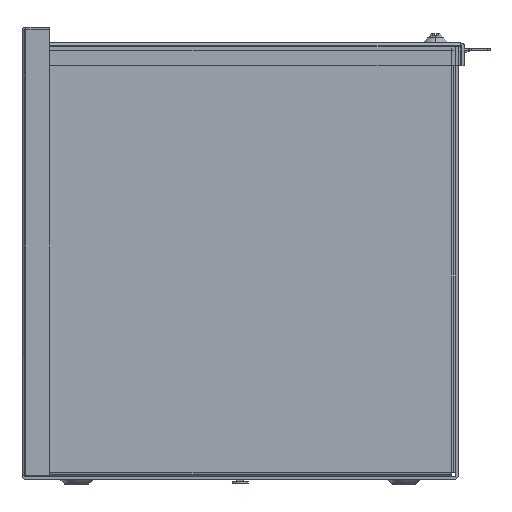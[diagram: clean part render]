
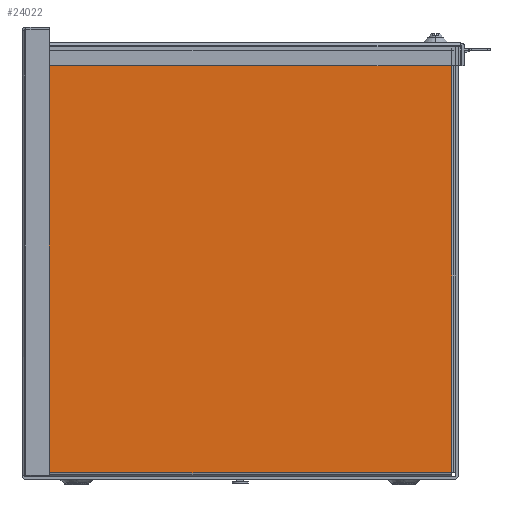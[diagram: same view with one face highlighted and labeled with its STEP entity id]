
A CAD part, left-side view. The second image highlights one B-rep face of the part: STEP entity #24022.
In plain terms, the highlighted planar face has unit normal (-1, 0, 0).
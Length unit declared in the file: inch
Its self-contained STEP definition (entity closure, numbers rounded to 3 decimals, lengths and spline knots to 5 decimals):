
#470 = DIRECTION ( 'NONE',  ( -1., 0., 0. ) ) ;
#899 = CARTESIAN_POINT ( 'NONE',  ( -24., 5.908, 11.783 ) ) ;
#1203 = LINE ( 'NONE', #19314, #23517 ) ;
#1530 = DIRECTION ( 'NONE',  ( 0., 0., 1. ) ) ;
#2045 = CARTESIAN_POINT ( 'NONE',  ( -24., 5.783, 0.18 ) ) ;
#2048 = CARTESIAN_POINT ( 'NONE',  ( -24., -5.803, 11.783 ) ) ;
#2728 = CARTESIAN_POINT ( 'NONE',  ( -24., 5.783, 0.197 ) ) ;
#2998 = VECTOR ( 'NONE', #32748, 39.37008 ) ;
#3234 = VECTOR ( 'NONE', #8441, 39.37008 ) ;
#3239 = ORIENTED_EDGE ( 'NONE', *, *, #6682, .T. ) ;
#3333 = VERTEX_POINT ( 'NONE', #16347 ) ;
#3625 = VECTOR ( 'NONE', #9032, 39.37008 ) ;
#3840 = VECTOR ( 'NONE', #28657, 39.37008 ) ;
#3953 = CARTESIAN_POINT ( 'NONE',  ( -24., 5.783, 0.072 ) ) ;
#4036 = LINE ( 'NONE', #14363, #13474 ) ;
#4234 = LINE ( 'NONE', #24372, #23145 ) ;
#4326 = EDGE_CURVE ( 'NONE', #22145, #17848, #7407, .T. ) ;
#4409 = CARTESIAN_POINT ( 'NONE',  ( -24., -5.82, 11.783 ) ) ;
#4877 = CARTESIAN_POINT ( 'NONE',  ( -24., 5.783, 11.783 ) ) ;
#6459 = ORIENTED_EDGE ( 'NONE', *, *, #28482, .T. ) ;
#6682 = EDGE_CURVE ( 'NONE', #3333, #31634, #1203, .T. ) ;
#7407 = LINE ( 'NONE', #4877, #2998 ) ;
#8122 = EDGE_CURVE ( 'NONE', #9826, #23455, #11564, .T. ) ;
#8441 = DIRECTION ( 'NONE',  ( 0., 1., 0. ) ) ;
#9032 = DIRECTION ( 'NONE',  ( 0., 0., -1. ) ) ;
#9826 = VERTEX_POINT ( 'NONE', #31794 ) ;
#10240 = EDGE_CURVE ( 'NONE', #25978, #16299, #4036, .T. ) ;
#10316 = CARTESIAN_POINT ( 'NONE',  ( -24., -5.803, 11.783 ) ) ;
#10675 = LINE ( 'NONE', #2728, #16212 ) ;
#10781 = LINE ( 'NONE', #10943, #17626 ) ;
#10909 = LINE ( 'NONE', #899, #3840 ) ;
#10943 = CARTESIAN_POINT ( 'NONE',  ( -24., 5.908, 0.18 ) ) ;
#10989 = EDGE_CURVE ( 'NONE', #31634, #9826, #10675, .T. ) ;
#11564 = LINE ( 'NONE', #3953, #3625 ) ;
#11721 = CARTESIAN_POINT ( 'NONE',  ( -24., -5.928, 0.197 ) ) ;
#12362 = EDGE_CURVE ( 'NONE', #17986, #25978, #19992, .T. ) ;
#12454 = CARTESIAN_POINT ( 'NONE',  ( -24., -5.82, 0.197 ) ) ;
#12506 = VERTEX_POINT ( 'NONE', #12902 ) ;
#12902 = CARTESIAN_POINT ( 'NONE',  ( -24., -5.803, 0.18 ) ) ;
#13343 = FACE_OUTER_BOUND ( 'NONE', #27339, .T. ) ;
#13474 = VECTOR ( 'NONE', #24665, 39.37008 ) ;
#14363 = CARTESIAN_POINT ( 'NONE',  ( -24., -5.82, 11.908 ) ) ;
#15372 = DIRECTION ( 'NONE',  ( 0., 1., 0. ) ) ;
#15397 = VERTEX_POINT ( 'NONE', #2048 ) ;
#15929 = DIRECTION ( 'NONE',  ( 0., 0., -1. ) ) ;
#16212 = VECTOR ( 'NONE', #16254, 39.37008 ) ;
#16254 = DIRECTION ( 'NONE',  ( 0., -1., 0. ) ) ;
#16299 = VERTEX_POINT ( 'NONE', #4409 ) ;
#16347 = CARTESIAN_POINT ( 'NONE',  ( -24., 5.8, 11.783 ) ) ;
#16434 = CARTESIAN_POINT ( 'NONE',  ( -24., -5.803, 11.8 ) ) ;
#16932 = CARTESIAN_POINT ( 'NONE',  ( -24., -5.803, 11.908 ) ) ;
#16985 = ORIENTED_EDGE ( 'NONE', *, *, #31362, .T. ) ;
#17529 = CARTESIAN_POINT ( 'NONE',  ( -24., -5.803, 0.197 ) ) ;
#17626 = VECTOR ( 'NONE', #29516, 39.37008 ) ;
#17848 = VERTEX_POINT ( 'NONE', #30248 ) ;
#17935 = ORIENTED_EDGE ( 'NONE', *, *, #12362, .T. ) ;
#17974 = ORIENTED_EDGE ( 'NONE', *, *, #10240, .T. ) ;
#17986 = VERTEX_POINT ( 'NONE', #17529 ) ;
#18011 = ORIENTED_EDGE ( 'NONE', *, *, #8122, .T. ) ;
#18016 = ORIENTED_EDGE ( 'NONE', *, *, #27396, .T. ) ;
#18573 = DIRECTION ( 'NONE',  ( 0., 0., -1. ) ) ;
#19314 = CARTESIAN_POINT ( 'NONE',  ( -24., 5.8, 11.908 ) ) ;
#19818 = DIRECTION ( 'NONE',  ( 0., -1., 0. ) ) ;
#19992 = LINE ( 'NONE', #11721, #31570 ) ;
#20137 = ORIENTED_EDGE ( 'NONE', *, *, #10989, .T. ) ;
#20475 = VECTOR ( 'NONE', #1530, 39.37008 ) ;
#22145 = VERTEX_POINT ( 'NONE', #26431 ) ;
#22314 = LINE ( 'NONE', #16932, #20475 ) ;
#22554 = AXIS2_PLACEMENT_3D ( 'NONE', #23637, #470, #18573 ) ;
#22986 = VECTOR ( 'NONE', #15372, 39.37008 ) ;
#23145 = VECTOR ( 'NONE', #27082, 39.37008 ) ;
#23156 = ORIENTED_EDGE ( 'NONE', *, *, #27718, .T. ) ;
#23371 = VERTEX_POINT ( 'NONE', #16434 ) ;
#23455 = VERTEX_POINT ( 'NONE', #2045 ) ;
#23517 = VECTOR ( 'NONE', #15929, 39.37008 ) ;
#23637 = CARTESIAN_POINT ( 'NONE',  ( -24., 5.908, 11.908 ) ) ;
#23977 = LINE ( 'NONE', #31912, #3234 ) ;
#24022 = ADVANCED_FACE ( 'NONE', ( #13343 ), #29222, .T. ) ;
#24372 = CARTESIAN_POINT ( 'NONE',  ( -24., -5.803, 0.197 ) ) ;
#24665 = DIRECTION ( 'NONE',  ( 0., 0., 1. ) ) ;
#25978 = VERTEX_POINT ( 'NONE', #12454 ) ;
#26431 = CARTESIAN_POINT ( 'NONE',  ( -24., 5.783, 11.8 ) ) ;
#26608 = EDGE_CURVE ( 'NONE', #12506, #17986, #4234, .T. ) ;
#27082 = DIRECTION ( 'NONE',  ( 0., 0., 1. ) ) ;
#27192 = CARTESIAN_POINT ( 'NONE',  ( -24., 5.8, 0.197 ) ) ;
#27339 = EDGE_LOOP ( 'NONE', ( #17974, #16985, #18016, #23156, #29487, #6459, #3239, #20137, #18011, #31400, #29431, #17935 ) ) ;
#27396 = EDGE_CURVE ( 'NONE', #15397, #23371, #22314, .T. ) ;
#27718 = EDGE_CURVE ( 'NONE', #23371, #22145, #23977, .T. ) ;
#28482 = EDGE_CURVE ( 'NONE', #17848, #3333, #10909, .T. ) ;
#28657 = DIRECTION ( 'NONE',  ( 0., 1., 0. ) ) ;
#29222 = PLANE ( 'NONE',  #22554 ) ;
#29431 = ORIENTED_EDGE ( 'NONE', *, *, #26608, .T. ) ;
#29487 = ORIENTED_EDGE ( 'NONE', *, *, #4326, .T. ) ;
#29516 = DIRECTION ( 'NONE',  ( 0., -1., 0. ) ) ;
#30248 = CARTESIAN_POINT ( 'NONE',  ( -24., 5.783, 11.783 ) ) ;
#31362 = EDGE_CURVE ( 'NONE', #16299, #15397, #33452, .T. ) ;
#31400 = ORIENTED_EDGE ( 'NONE', *, *, #31769, .T. ) ;
#31570 = VECTOR ( 'NONE', #19818, 39.37008 ) ;
#31634 = VERTEX_POINT ( 'NONE', #27192 ) ;
#31769 = EDGE_CURVE ( 'NONE', #23455, #12506, #10781, .T. ) ;
#31794 = CARTESIAN_POINT ( 'NONE',  ( -24., 5.783, 0.197 ) ) ;
#31912 = CARTESIAN_POINT ( 'NONE',  ( -24., 5.908, 11.8 ) ) ;
#32748 = DIRECTION ( 'NONE',  ( 0., 0., -1. ) ) ;
#33452 = LINE ( 'NONE', #10316, #22986 ) ;
